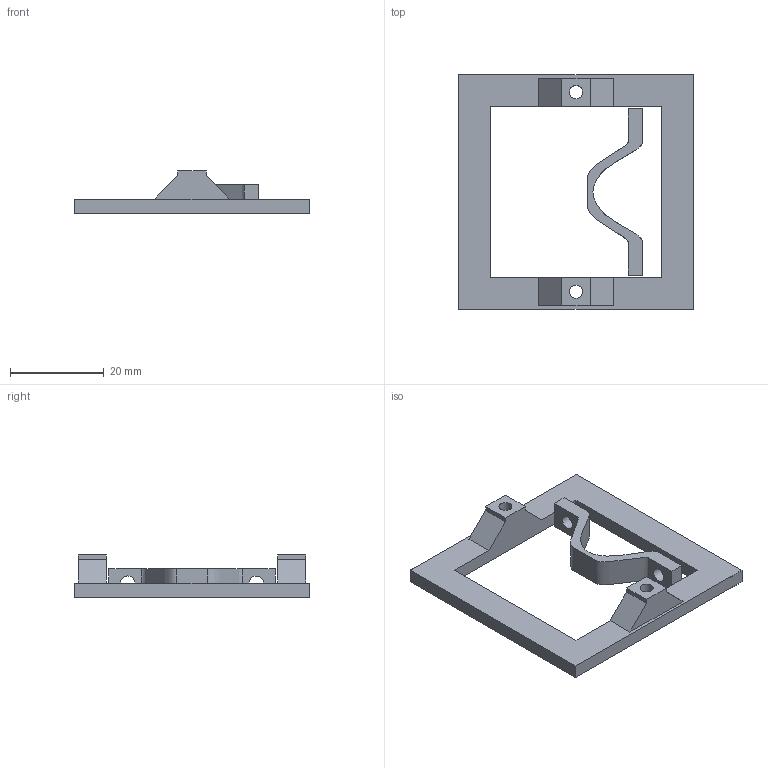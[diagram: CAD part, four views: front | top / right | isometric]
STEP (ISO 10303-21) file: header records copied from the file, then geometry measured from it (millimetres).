
FILE_DESCRIPTION(/* description */ (''),/* implementation_level */ '2;1');
FILE_NAME(/* name */ '30_XY_Stage_Clamp_Slide.ipt.step',/* time_stamp */ '2022-11-29T08:26:04+01:00',/* author */ ('diederichbenedict'),/* organization */ (''),/* preprocessor_version */ 'ST-DEVELOPER v18.1',/* originating_system */ 'Autodesk Inventor 2022',/* authorisation */ '');
FILE_SCHEMA (('AUTOMOTIVE_DESIGN { 1 0 10303 214 3 1 1 }'));
Length unit declared in the file: millimetre
Products named in the file (1): 30_XY_Stage_Clamp_Slide
Bounding box: 50 x 50 x 9 mm (x, y, z)
Volume: 4568.8 mm3; surface area: 4727.4 mm2
Topology: 2 solids, 2 shells, 43 faces, 121 edges, 82 vertices
Faces by surface type: plane 31, cylinder 4, bspline 4, sphere 4
Full cylindrical faces by diameter (mm): 2.8 x2, 3 x2
Entity records: 1447 total; most frequent: CARTESIAN_POINT 298, ORIENTED_EDGE 226, DIRECTION 202, EDGE_CURVE 113, LINE 88, VECTOR 88, VERTEX_POINT 82, EDGE_LOOP 61
